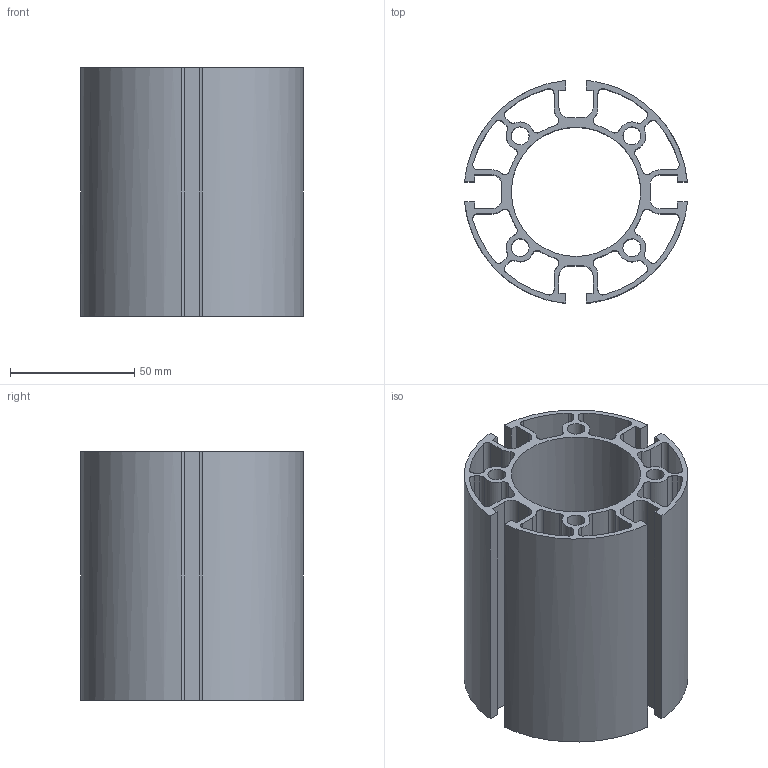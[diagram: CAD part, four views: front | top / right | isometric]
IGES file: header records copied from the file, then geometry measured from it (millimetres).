
Global section: file name: 119091; native system: Autodesk Inventor 2018; preprocessor: unknown; author: Hnátek,; organization: 11; date: 20200107.121546; units: millimetre
Bounding box: 89.63 x 89.63 x 100 mm (x, y, z)
Volume: 147193 mm3; surface area: 122167.7 mm2
Topology: 1 solids, 1 shells, 135 faces, 399 edges, 266 vertices
Faces by surface type: bspline 135
